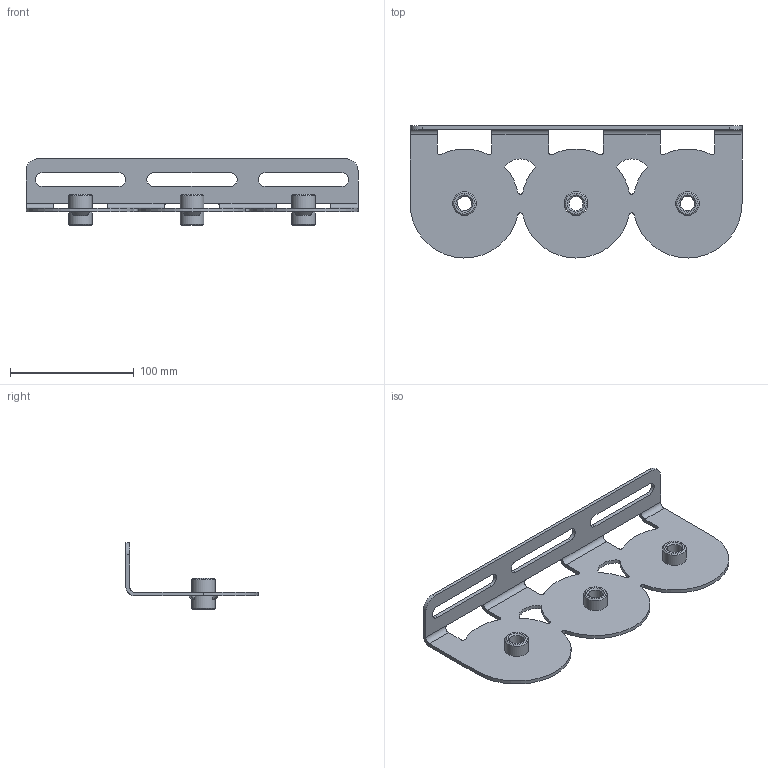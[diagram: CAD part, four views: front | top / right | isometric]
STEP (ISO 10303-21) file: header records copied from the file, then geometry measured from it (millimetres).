
FILE_DESCRIPTION(/* description */ (''),/* implementation_level */ '2;1');
FILE_NAME(/* name */ 'Montagehalterung_STAR_Standard_Duty_3fach_G1_4i_Edelstahl_109670_Rev_B.stp',/* time_stamp */ '2016-06-06T11:13:00+02:00',/* author */ ('002210'),/* organization */ (''),/* preprocessor_version */ 'ST-DEVELOPER v16.1',/* originating_system */ 'Autodesk Inventor 2016',/* authorisation */ '');
FILE_SCHEMA (('AUTOMOTIVE_DESIGN { 1 0 10303 214 3 1 1 }'));
Length unit declared in the file: millimetre
Products named in the file (4): anmha08b; Schweißnaht; Hülse G1_4; anmha08b_1
Assembly tree (7 placements, depth 2):
  anmha08b_1
    anmha08b
    Schweißnaht  x3
    Hülse G1_4  x3
Bounding box: 268 x 106.6 x 54 mm (x, y, z)
Volume: 101057.9 mm3; surface area: 73355.6 mm2
Topology: 10 solids, 10 shells, 135 faces, 342 edges, 221 vertices
Faces by surface type: cylinder 59, plane 46, cone 18, bspline 12
Full cylindrical faces by diameter (mm): 11.445 x3, 19 x3, 19.2 x3
Entity records: 3268 total; most frequent: CARTESIAN_POINT 802, DIRECTION 506, ORIENTED_EDGE 484, EDGE_CURVE 242, AXIS2_PLACEMENT_3D 194, VERTEX_POINT 162, EDGE_LOOP 118, LINE 118
